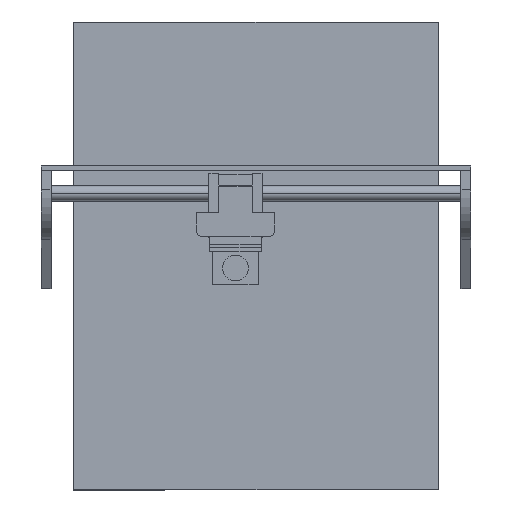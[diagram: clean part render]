
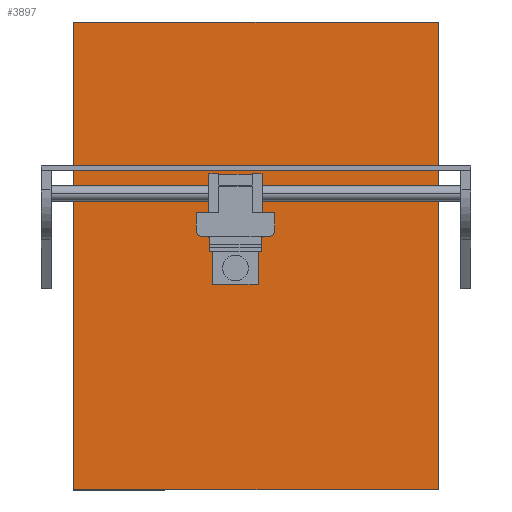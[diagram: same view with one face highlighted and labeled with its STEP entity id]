
A CAD part, top view. The second image highlights one B-rep face of the part: STEP entity #3897.
In plain terms, the highlighted planar face has unit normal (0, 0, 1).
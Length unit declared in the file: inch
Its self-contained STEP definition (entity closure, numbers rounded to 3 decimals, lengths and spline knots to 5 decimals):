
#130 = DIRECTION ( 'NONE',  ( 0., -1., 0. ) ) ;
#152 = FACE_OUTER_BOUND ( 'NONE', #2218, .T. ) ;
#321 = VECTOR ( 'NONE', #1722, 39.37008 ) ;
#769 = VERTEX_POINT ( 'NONE', #2654 ) ;
#1118 = ORIENTED_EDGE ( 'NONE', *, *, #4071, .T. ) ;
#1246 = CARTESIAN_POINT ( 'NONE',  ( 14.125, 18.125, 1. ) ) ;
#1320 = CARTESIAN_POINT ( 'NONE',  ( 14.125, 18.125, 1. ) ) ;
#1722 = DIRECTION ( 'NONE',  ( 1., 0., 0. ) ) ;
#1866 = ORIENTED_EDGE ( 'NONE', *, *, #3511, .T. ) ;
#1897 = PLANE ( 'NONE',  #3397 ) ;
#1911 = LINE ( 'NONE', #3419, #4346 ) ;
#1914 = DIRECTION ( 'NONE',  ( 1., 0., 0. ) ) ;
#2162 = EDGE_CURVE ( 'NONE', #3440, #3723, #4561, .T. ) ;
#2218 = EDGE_LOOP ( 'NONE', ( #1118, #1866, #2642, #2561 ) ) ;
#2561 = ORIENTED_EDGE ( 'NONE', *, *, #2162, .T. ) ;
#2642 = ORIENTED_EDGE ( 'NONE', *, *, #3504, .T. ) ;
#2654 = CARTESIAN_POINT ( 'NONE',  ( 14.125, -18.125, 1. ) ) ;
#3003 = DIRECTION ( 'NONE',  ( 0., 0., 1. ) ) ;
#3150 = VECTOR ( 'NONE', #3916, 39.37008 ) ;
#3162 = CARTESIAN_POINT ( 'NONE',  ( 14.125, -18.125, 1. ) ) ;
#3397 = AXIS2_PLACEMENT_3D ( 'NONE', #4431, #3003, #1914 ) ;
#3419 = CARTESIAN_POINT ( 'NONE',  ( -14.125, -18.125, 1. ) ) ;
#3440 = VERTEX_POINT ( 'NONE', #1320 ) ;
#3504 = EDGE_CURVE ( 'NONE', #769, #3440, #3891, .T. ) ;
#3511 = EDGE_CURVE ( 'NONE', #3653, #769, #3947, .T. ) ;
#3596 = CARTESIAN_POINT ( 'NONE',  ( -14.125, 18.125, 1. ) ) ;
#3653 = VERTEX_POINT ( 'NONE', #4347 ) ;
#3723 = VERTEX_POINT ( 'NONE', #3596 ) ;
#3798 = DIRECTION ( 'NONE',  ( -1., 0., 0. ) ) ;
#3891 = LINE ( 'NONE', #4279, #3150 ) ;
#3897 = ADVANCED_FACE ( 'NONE', ( #152 ), #1897, .T. ) ;
#3916 = DIRECTION ( 'NONE',  ( 0., 1., 0. ) ) ;
#3947 = LINE ( 'NONE', #3162, #321 ) ;
#4071 = EDGE_CURVE ( 'NONE', #3723, #3653, #1911, .T. ) ;
#4204 = VECTOR ( 'NONE', #3798, 39.37008 ) ;
#4279 = CARTESIAN_POINT ( 'NONE',  ( 14.125, -18.125, 1. ) ) ;
#4346 = VECTOR ( 'NONE', #130, 39.37008 ) ;
#4347 = CARTESIAN_POINT ( 'NONE',  ( -14.125, -18.125, 1. ) ) ;
#4431 = CARTESIAN_POINT ( 'NONE',  ( 0., 0., 1. ) ) ;
#4561 = LINE ( 'NONE', #1246, #4204 ) ;
